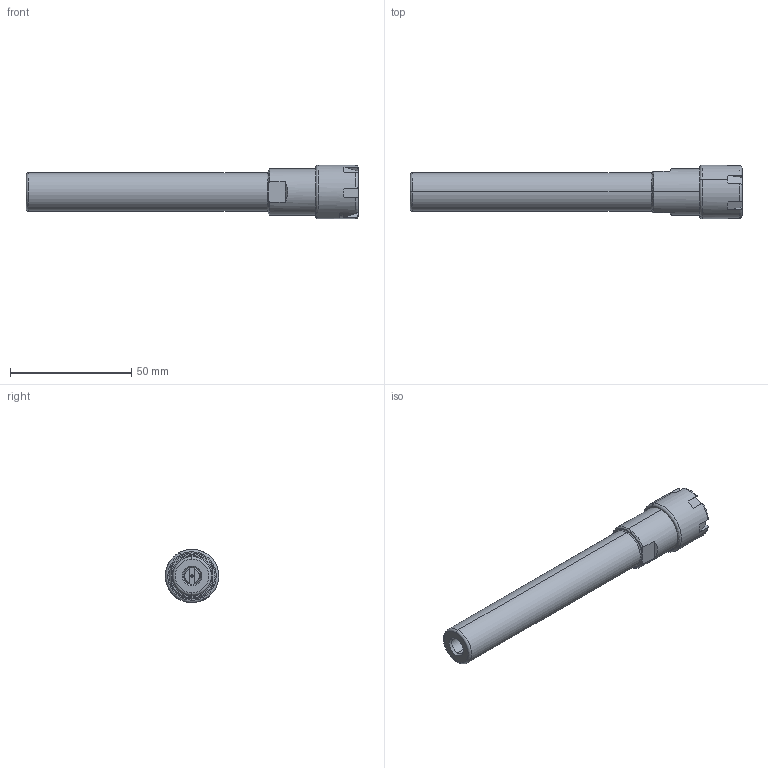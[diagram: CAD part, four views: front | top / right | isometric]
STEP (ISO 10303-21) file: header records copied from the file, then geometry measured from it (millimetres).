
FILE_DESCRIPTION (( 'STEP AP203' ), '1' );
FILE_NAME ('93ER-16MD16100.STEP', '2016-11-18T09:13:27', ( '' ), ( '' ), 'SwSTEP 2.0', 'SolidWorks 2009', '' );
FILE_SCHEMA (( 'CONFIG_CONTROL_DESIGN' ));
Length unit declared in the file: millimetre
Products named in the file (4): CYS16CCHER16100MWW; FTNUTER16M; SCWM8X1; 93ER-16MD16100
Assembly tree (3 placements, depth 2):
  93ER-16MD16100
    FTNUTER16M
    CYS16CCHER16100MWW
    SCWM8X1
Bounding box: 137 x 22 x 21.99 mm (x, y, z)
Volume: 23308.9 mm3; surface area: 13624.9 mm2
Topology: 3 solids, 3 shells, 99 faces, 249 edges, 160 vertices
Faces by surface type: plane 48, cylinder 22, cone 15, torus 14
Entity records: 3532 total; most frequent: CARTESIAN_POINT 712, DIRECTION 534, ORIENTED_EDGE 498, EDGE_CURVE 249, AXIS2_PLACEMENT_3D 216, VERTEX_POINT 160, CIRCLE 111, EDGE_LOOP 109
